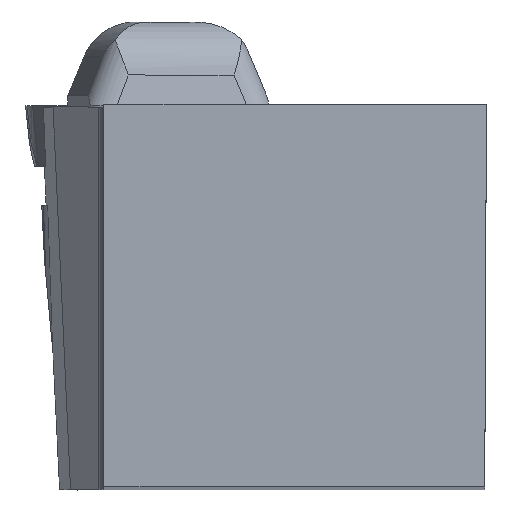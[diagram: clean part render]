
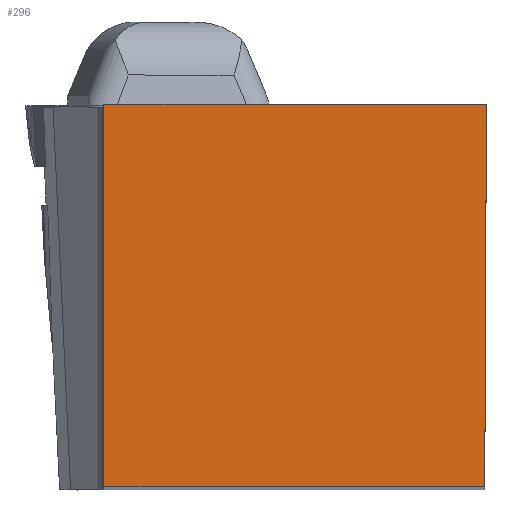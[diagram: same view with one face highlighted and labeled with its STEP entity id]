
A CAD part, top view. The second image highlights one B-rep face of the part: STEP entity #296.
In plain terms, the highlighted planar face has unit normal (0, 0, 1).
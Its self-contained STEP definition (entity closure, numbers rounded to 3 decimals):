
#296=ADVANCED_FACE('CU_BACK_SU1',(#476),#410,.F.);
#410=PLANE('',#2419);
#476=FACE_OUTER_BOUND('',#601,.T.);
#601=EDGE_LOOP('',(#896,#897,#898,#899));
#896=ORIENTED_EDGE('',*,*,#1716,.T.);
#897=ORIENTED_EDGE('',*,*,#1733,.T.);
#898=ORIENTED_EDGE('',*,*,#1721,.T.);
#899=ORIENTED_EDGE('',*,*,#1739,.F.);
#1489=VERTEX_POINT('',#3429);
#1490=VERTEX_POINT('',#3431);
#1493=VERTEX_POINT('',#3439);
#1494=VERTEX_POINT('',#3441);
#1716=EDGE_CURVE('',#1490,#1489,#2010,.T.);
#1721=EDGE_CURVE('',#1494,#1493,#2014,.T.);
#1733=EDGE_CURVE('',#1489,#1494,#2022,.T.);
#1739=EDGE_CURVE('',#1490,#1493,#2024,.T.);
#2010=LINE('',#3430,#2173);
#2014=LINE('',#3440,#2177);
#2022=LINE('',#3461,#2185);
#2024=LINE('',#3476,#2187);
#2173=VECTOR('',#2707,1.);
#2177=VECTOR('',#2715,1.);
#2185=VECTOR('',#2733,1.);
#2187=VECTOR('',#2747,1.);
#2419=AXIS2_PLACEMENT_3D('',#3477,#2748,#2749);
#2707=DIRECTION('',(1.,0.,0.));
#2715=DIRECTION('',(-1.,0.,0.));
#2733=DIRECTION('',(0.004,1.,0.));
#2747=DIRECTION('',(0.,1.,0.));
#2748=DIRECTION('',(0.,0.,-1.));
#2749=DIRECTION('',(0.,-1.,0.));
#3429=CARTESIAN_POINT('',(-0.138,0.,0.));
#3430=CARTESIAN_POINT('',(18.081,0.,0.));
#3431=CARTESIAN_POINT('',(-31.623,0.,0.));
#3439=CARTESIAN_POINT('',(-31.623,31.623,0.));
#3440=CARTESIAN_POINT('',(18.081,31.623,0.));
#3441=CARTESIAN_POINT('',(0.,31.623,0.));
#3461=CARTESIAN_POINT('',(0.066,46.702,0.));
#3476=CARTESIAN_POINT('',(-31.623,46.623,0.));
#3477=CARTESIAN_POINT('',(18.081,46.623,0.));
